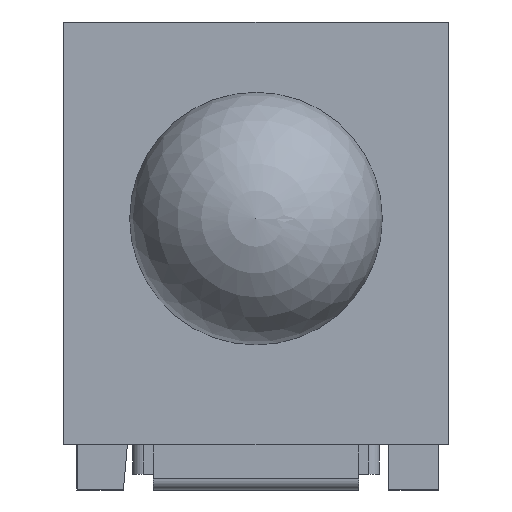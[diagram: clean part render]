
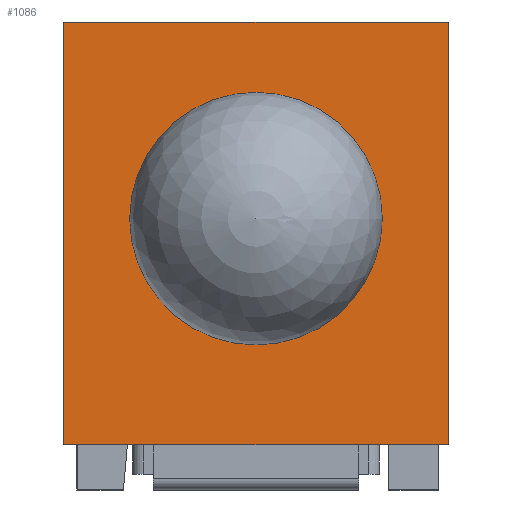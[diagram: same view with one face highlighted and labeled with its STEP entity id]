
A CAD part, left-side view. The second image highlights one B-rep face of the part: STEP entity #1086.
In plain terms, the highlighted planar face has unit normal (-1, 0, 0).
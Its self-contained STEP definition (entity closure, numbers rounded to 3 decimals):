
#125=FACE_OUTER_BOUND($,#195,.T.);
#195=EDGE_LOOP($,(#951,#952,#953,#954));
#310=LINE($,#1786,#432);
#314=LINE($,#1793,#436);
#315=LINE($,#1796,#437);
#318=LINE($,#1801,#440);
#432=VECTOR($,#1478,4.752);
#436=VECTOR($,#1484,4.32);
#437=VECTOR($,#1487,4.32);
#440=VECTOR($,#1492,4.752);
#532=VERTEX_POINT($,#1783);
#533=VERTEX_POINT($,#1785);
#535=VERTEX_POINT($,#1791);
#536=VERTEX_POINT($,#1795);
#670=EDGE_CURVE($,#532,#533,#310,.T.);
#674=EDGE_CURVE($,#535,#532,#314,.T.);
#675=EDGE_CURVE($,#533,#536,#315,.T.);
#678=EDGE_CURVE($,#535,#536,#318,.T.);
#951=ORIENTED_EDGE($,*,*,#678,.T.);
#952=ORIENTED_EDGE($,*,*,#675,.F.);
#953=ORIENTED_EDGE($,*,*,#670,.F.);
#954=ORIENTED_EDGE($,*,*,#674,.F.);
#1018=PLANE($,#1195);
#1086=ADVANCED_FACE($,(#125),#1018,.F.);
#1195=AXIS2_PLACEMENT_3D($,#1800,#1490,#1491);
#1478=DIRECTION($,(0.,0.,-1.));
#1484=DIRECTION($,(0.,-1.,0.));
#1487=DIRECTION($,(0.,1.,0.));
#1490=DIRECTION('center_axis',(1.,0.,0.));
#1491=DIRECTION('ref_axis',(0.,0.,1.));
#1492=DIRECTION($,(0.,0.,-1.));
#1783=CARTESIAN_POINT('',(-3.05,-2.16,5.26));
#1785=CARTESIAN_POINT('',(-3.05,-2.16,0.508));
#1786=CARTESIAN_POINT($,(-3.05,-2.16,2.63));
#1791=CARTESIAN_POINT('',(-3.05,2.16,5.26));
#1793=CARTESIAN_POINT($,(-3.05,0.,5.26));
#1795=CARTESIAN_POINT('',(-3.05,2.16,0.508));
#1796=CARTESIAN_POINT($,(-3.05,0.,0.508));
#1800=CARTESIAN_POINT('Origin',(-3.05,0.,2.63));
#1801=CARTESIAN_POINT($,(-3.05,2.16,3.138));
